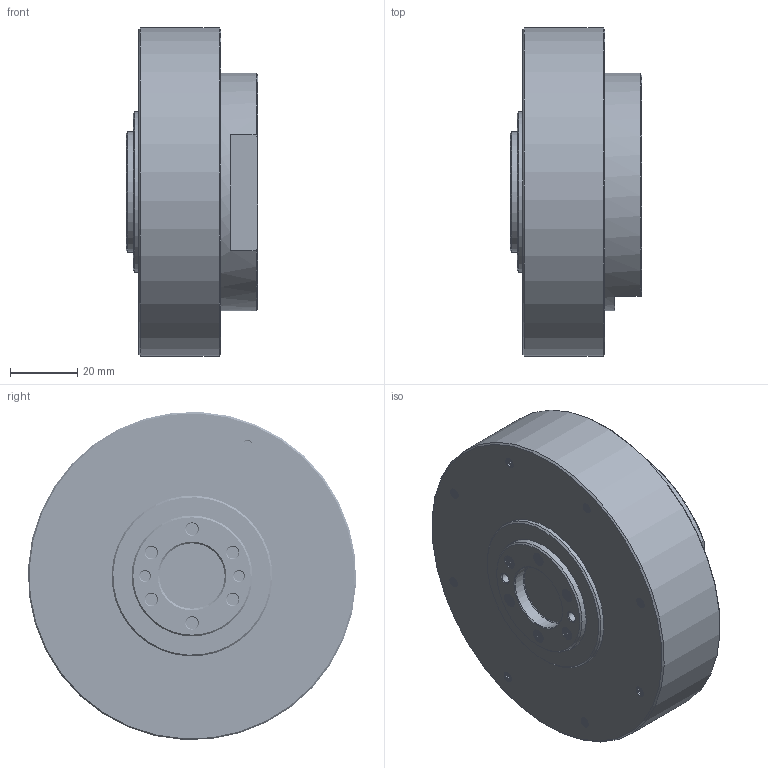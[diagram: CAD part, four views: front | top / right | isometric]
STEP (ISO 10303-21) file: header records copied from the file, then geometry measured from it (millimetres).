
FILE_DESCRIPTION(/* description */ (''),/* implementation_level */ '2;1');
FILE_NAME(/* name */ 'AK80-9_Assembly v2.step',/* time_stamp */ '2024-11-15T08:16:55+11:00',/* author */ (''),/* organization */ (''),/* preprocessor_version */ 'ST-DEVELOPER v20',/* originating_system */ 'Autodesk Translation Framework v13.20.0.188',/* authorisation */ '');
FILE_SCHEMA (('AUTOMOTIVE_DESIGN { 1 0 10303 214 3 1 1 }'));
Length unit declared in the file: millimetre
Products named in the file (2): AK80-9; Motor_Shaft_Flange v1
Assembly tree (1 placements, depth 2):
  AK80-9
    Motor_Shaft_Flange v1
Bounding box: 39.2 x 97.87 x 97.87 mm (x, y, z)
Volume: 227009.2 mm3; surface area: 33164.6 mm2
Topology: 5 solids, 5 shells, 647 faces, 1741 edges, 1149 vertices
Faces by surface type: cylinder 498, plane 73, bspline 48, cone 28
Full cylindrical faces by diameter (mm): 2.529 x31, 3 x23, 3.086 x41, 3.5 x19, 3.529 x24, 4.086 x18, 20 x1, 30 x1, 36 x1, 36.5 x1, 48 x1, 71 x1, 98 x1
Entity records: 45564 total; most frequent: CARTESIAN_POINT 31200, ORIENTED_EDGE 3482, DIRECTION 2160, EDGE_CURVE 1741, VERTEX_POINT 1149, B_SPLINE_CURVE_WITH_KNOTS 1019, AXIS2_PLACEMENT_3D 836, EDGE_LOOP 698
